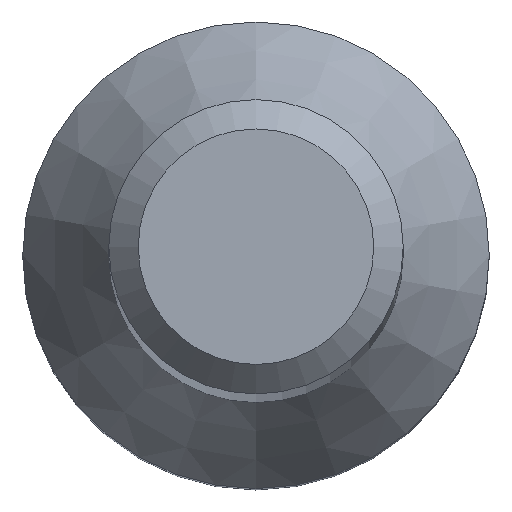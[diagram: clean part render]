
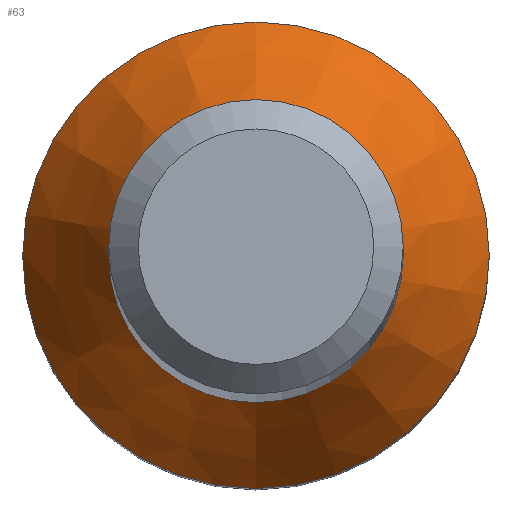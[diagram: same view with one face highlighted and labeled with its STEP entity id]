
A CAD part, top view. The second image highlights one B-rep face of the part: STEP entity #63.
In plain terms, the highlighted conical face has half-angle 30 degrees and reference radius 4.755 mm.
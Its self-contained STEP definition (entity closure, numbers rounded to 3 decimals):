
#17 = FACE_BOUND ( 'NONE', #197, .T. ) ;
#23 = AXIS2_PLACEMENT_3D ( 'NONE', #24, #98, #101 ) ;
#24 = CARTESIAN_POINT ( 'NONE',  ( 0., 0., 19.724 ) ) ;
#32 = ORIENTED_EDGE ( 'NONE', *, *, #75, .F. ) ;
#51 = ORIENTED_EDGE ( 'NONE', *, *, #212, .T. ) ;
#63 = ADVANCED_FACE ( 'NONE', ( #17, #204 ), #240, .T. ) ;
#75 = EDGE_CURVE ( 'NONE', #133, #133, #164, .T. ) ;
#90 = EDGE_LOOP ( 'NONE', ( #32 ) ) ;
#98 = DIRECTION ( 'NONE',  ( 0., 0., -1. ) ) ;
#101 = DIRECTION ( 'NONE',  ( 0., 1., 0. ) ) ;
#103 = DIRECTION ( 'NONE',  ( 0., 0., -1. ) ) ;
#110 = CARTESIAN_POINT ( 'NONE',  ( 0., 0., 16.684 ) ) ;
#116 = DIRECTION ( 'NONE',  ( 0., 1., 0. ) ) ;
#129 = AXIS2_PLACEMENT_3D ( 'NONE', #193, #103, #116 ) ;
#131 = DIRECTION ( 'NONE',  ( 0., 1., 0. ) ) ;
#133 = VERTEX_POINT ( 'NONE', #188 ) ;
#151 = DIRECTION ( 'NONE',  ( 0., 0., -1. ) ) ;
#159 = VERTEX_POINT ( 'NONE', #235 ) ;
#164 = CIRCLE ( 'NONE', #129, 4.755 ) ;
#179 = AXIS2_PLACEMENT_3D ( 'NONE', #110, #151, #131 ) ;
#188 = CARTESIAN_POINT ( 'NONE',  ( 0., 4.755, 16.684 ) ) ;
#190 = CIRCLE ( 'NONE', #23, 3. ) ;
#193 = CARTESIAN_POINT ( 'NONE',  ( 0., 0., 16.684 ) ) ;
#197 = EDGE_LOOP ( 'NONE', ( #51 ) ) ;
#204 = FACE_OUTER_BOUND ( 'NONE', #90, .T. ) ;
#212 = EDGE_CURVE ( 'NONE', #159, #159, #190, .T. ) ;
#235 = CARTESIAN_POINT ( 'NONE',  ( 0., 3., 19.724 ) ) ;
#240 = CONICAL_SURFACE ( 'NONE', #179, 4.755, 0.524 ) ;
